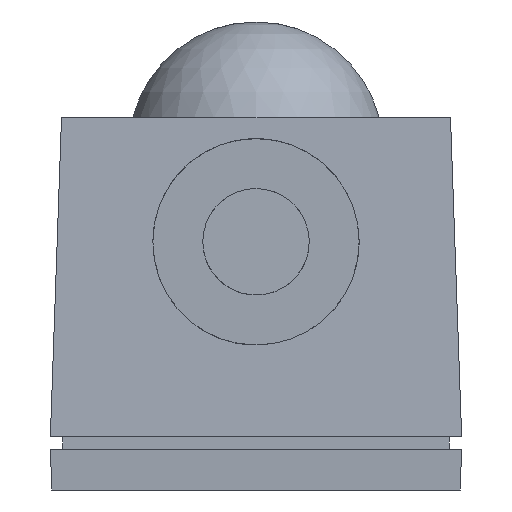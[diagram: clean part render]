
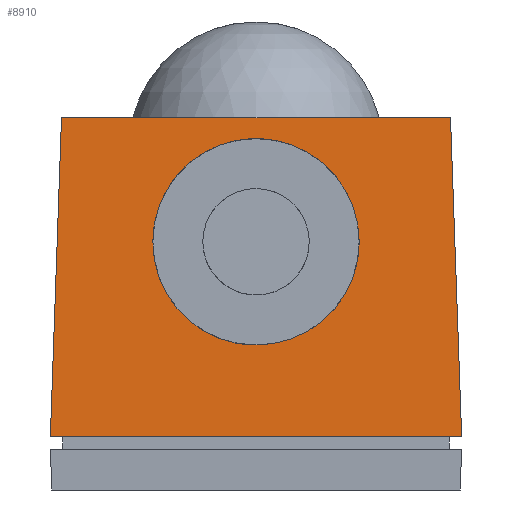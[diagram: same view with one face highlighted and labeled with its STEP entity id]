
A CAD part, front view. The second image highlights one B-rep face of the part: STEP entity #8910.
In plain terms, the highlighted planar face has unit normal (0, -0.999, 0.035).
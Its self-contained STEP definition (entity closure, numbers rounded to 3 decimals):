
#770=CARTESIAN_POINT('',(11.286,0.314,8.5));
#780=VERTEX_POINT('',#770);
#810=CARTESIAN_POINT('',(0.752,0.314,8.5));
#820=DIRECTION('',(-1.,0.,0.));
#830=VECTOR('',#820,1.);
#840=LINE('',#810,#830);
#850=CARTESIAN_POINT('',(0.314,0.314,8.5));
#860=VERTEX_POINT('',#850);
#870=EDGE_CURVE('',#780,#860,#840,.T.);
#2560=CARTESIAN_POINT('',(2.89,0.192,5.));
#2570=VERTEX_POINT('',#2560);
#2650=CARTESIAN_POINT('',(8.71,0.192,5.));
#2660=VERTEX_POINT('',#2650);
#2690=CARTESIAN_POINT('',(5.8,0.192,5.));
#2700=DIRECTION('',(-0.,-0.999,0.035));
#2710=DIRECTION('',(0.,0.035,0.999));
#2720=AXIS2_PLACEMENT_3D('',#2690,#2700,#2710);
#2730=ELLIPSE('',#2720,2.912,2.91);
#2740=CARTESIAN_POINT('',(5.8,0.09,2.09));
#2750=VERTEX_POINT('',#2740);
#2760=EDGE_CURVE('',#2750,#2660,#2730,.T.);
#2780=EDGE_CURVE('',#2570,#2750,#2730,.T.);
#3600=CARTESIAN_POINT('',(11.6,0.,-0.5));
#3610=VERTEX_POINT('',#3600);
#3770=CARTESIAN_POINT('',(0.,0.,-0.5));
#3780=VERTEX_POINT('',#3770);
#3810=CARTESIAN_POINT('',(0.752,0.,-0.5));
#3820=DIRECTION('',(-1.,0.,0.));
#3830=VECTOR('',#3820,1.);
#3840=LINE('',#3810,#3830);
#3850=EDGE_CURVE('',#3610,#3780,#3840,.T.);
#7820=EDGE_CURVE('',#2660,#2570,#2730,.T.);
#8540=CARTESIAN_POINT('',(0.017,0.017,0.));
#8550=DIRECTION('',(0.035,0.035,
0.999));
#8560=VECTOR('',#8550,1.);
#8570=LINE('',#8540,#8560);
#8580=EDGE_CURVE('',#3780,#860,#8570,.T.);
#8700=CARTESIAN_POINT('',(0.752,-0.017,
-0.999));
#8710=DIRECTION('',(0.,-0.999,0.035));
#8720=DIRECTION('',(1.,0.,-0.));
#8730=AXIS2_PLACEMENT_3D('',#8700,#8710,#8720);
#8740=PLANE('',#8730);
#8750=ORIENTED_EDGE('',*,*,#2760,.F.);
#8760=ORIENTED_EDGE('',*,*,#7820,.F.);
#8770=ORIENTED_EDGE('',*,*,#2780,.F.);
#8780=EDGE_LOOP('',(#8770,#8760,#8750));
#8790=FACE_BOUND('',#8780,.T.);
#8800=ORIENTED_EDGE('',*,*,#870,.T.);
#8810=CARTESIAN_POINT('',(11.583,0.017,0.));
#8820=DIRECTION('',(-0.035,0.035,
0.999));
#8830=VECTOR('',#8820,1.);
#8840=LINE('',#8810,#8830);
#8850=EDGE_CURVE('',#3610,#780,#8840,.T.);
#8860=ORIENTED_EDGE('',*,*,#8850,.T.);
#8870=ORIENTED_EDGE('',*,*,#3850,.F.);
#8880=ORIENTED_EDGE('',*,*,#8580,.F.);
#8890=EDGE_LOOP('',(#8880,#8870,#8860,#8800));
#8900=FACE_OUTER_BOUND('',#8890,.T.);
#8910=ADVANCED_FACE('',(#8790,#8900),#8740,.T.);
